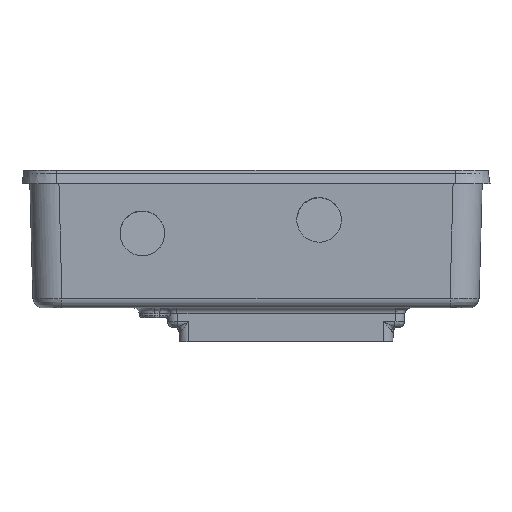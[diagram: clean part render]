
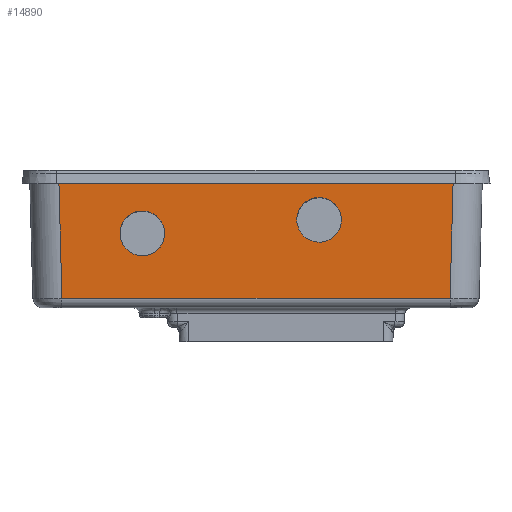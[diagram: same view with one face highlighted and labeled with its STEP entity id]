
A CAD part, left-side view. The second image highlights one B-rep face of the part: STEP entity #14890.
In plain terms, the highlighted planar face has unit normal (-1, 0, -0.026).
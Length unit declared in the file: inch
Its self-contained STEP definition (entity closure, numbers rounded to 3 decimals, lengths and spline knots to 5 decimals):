
#1116 = VERTEX_POINT ( 'NONE', #18362 ) ;
#1304 = FACE_BOUND ( 'NONE', #22137, .T. ) ;
#1355 = EDGE_LOOP ( 'NONE', ( #8684, #25771 ) ) ;
#1534 = CARTESIAN_POINT ( 'NONE',  ( -3.64697, 1.8449, 12.89096 ) ) ;
#1557 = EDGE_CURVE ( 'NONE', #16837, #4156, #21510, .T. ) ;
#1686 = EDGE_CURVE ( 'NONE', #13734, #1116, #19086, .T. ) ;
#2022 = DIRECTION ( 'NONE',  ( 0., 1., 0. ) ) ;
#2148 = CARTESIAN_POINT ( 'NONE',  ( -3.64647, 10.42728, 12.87201 ) ) ;
#2151 = CARTESIAN_POINT ( 'NONE',  ( -3.60768, 8.73589, 11.39072 ) ) ;
#2399 = CARTESIAN_POINT ( 'NONE',  ( -3.58498, 2.49724, 10.5236 ) ) ;
#2728 = CARTESIAN_POINT ( 'NONE',  ( -3.63142, 8.73589, 12.29717 ) ) ;
#3392 = CARTESIAN_POINT ( 'NONE',  ( -3.64647, 2.43574, 12.87201 ) ) ;
#4156 = VERTEX_POINT ( 'NONE', #26683 ) ;
#4169 =( BOUNDED_CURVE ( )  B_SPLINE_CURVE ( 3, ( #23891, #25933, #13532, #17701 ),
 .UNSPECIFIED., .F., .F. ) 
 B_SPLINE_CURVE_WITH_KNOTS ( ( 4, 4 ),
 ( 0., 3.14159 ),
 .UNSPECIFIED. ) 
 CURVE ( )  GEOMETRIC_REPRESENTATION_ITEM ( )  RATIONAL_B_SPLINE_CURVE ( ( 1., 0.333, 0.333, 1. ) ) 
 REPRESENTATION_ITEM ( '' )  );
#4233 = ORIENTED_EDGE ( 'NONE', *, *, #21225, .T. ) ;
#4850 = VERTEX_POINT ( 'NONE', #2728 ) ;
#4878 = FACE_BOUND ( 'NONE', #1355, .T. ) ;
#5087 = CARTESIAN_POINT ( 'NONE',  ( -3.60768, 8.73589, 11.39072 ) ) ;
#5347 =( BOUNDED_CURVE ( )  B_SPLINE_CURVE ( 3, ( #16707, #12629, #25244, #21177 ),
 .UNSPECIFIED., .F., .F. ) 
 B_SPLINE_CURVE_WITH_KNOTS ( ( 4, 4 ),
 ( 3.14159, 6.28319 ),
 .UNSPECIFIED. ) 
 CURVE ( )  GEOMETRIC_REPRESENTATION_ITEM ( )  RATIONAL_B_SPLINE_CURVE ( ( 1., 0.333, 0.333, 1. ) ) 
 REPRESENTATION_ITEM ( '' )  );
#5378 = VECTOR ( 'NONE', #13442, 39.37008 ) ;
#5942 = VERTEX_POINT ( 'NONE', #5087 ) ;
#6261 = DIRECTION ( 'NONE',  ( 0.026, -0.026, -0.999 ) ) ;
#6343 = CARTESIAN_POINT ( 'NONE',  ( -3.63142, 7.83038, 12.29717 ) ) ;
#6728 = ORIENTED_EDGE ( 'NONE', *, *, #12462, .T. ) ;
#8040 = CARTESIAN_POINT ( 'NONE',  ( -3.6149, 5.15198, 11.66614 ) ) ;
#8684 = ORIENTED_EDGE ( 'NONE', *, *, #26835, .T. ) ;
#9657 = DIRECTION ( 'NONE',  ( -1., 0., -0.026 ) ) ;
#9856 = CARTESIAN_POINT ( 'NONE',  ( -3.6149, 6.05749, 11.66614 ) ) ;
#11049 = VERTEX_POINT ( 'NONE', #2148 ) ;
#11959 = LINE ( 'NONE', #24917, #12607 ) ;
#12194 = AXIS2_PLACEMENT_3D ( 'NONE', #1534, #9657, #22383 ) ;
#12452 = CARTESIAN_POINT ( 'NONE',  ( -3.64647, 10.42728, 12.87201 ) ) ;
#12462 = EDGE_CURVE ( 'NONE', #4156, #16837, #4169, .T. ) ;
#12607 = VECTOR ( 'NONE', #23120, 39.37008 ) ;
#12629 = CARTESIAN_POINT ( 'NONE',  ( -3.60768, 9.6414, 11.39072 ) ) ;
#12784 = EDGE_CURVE ( 'NONE', #5942, #4850, #5347, .T. ) ;
#13442 = DIRECTION ( 'NONE',  ( -0.026, -0.026, 0.999 ) ) ;
#13532 = CARTESIAN_POINT ( 'NONE',  ( -3.6149, 4.24647, 11.66614 ) ) ;
#13689 = FACE_OUTER_BOUND ( 'NONE', #20138, .T. ) ;
#13734 = VERTEX_POINT ( 'NONE', #2399 ) ;
#14890 = ADVANCED_FACE ( 'NONE', ( #13689, #1304, #4878 ), #19934, .T. ) ;
#15593 = EDGE_CURVE ( 'NONE', #13734, #20702, #16091, .T. ) ;
#16091 = LINE ( 'NONE', #17695, #5378 ) ;
#16707 = CARTESIAN_POINT ( 'NONE',  ( -3.60768, 8.73589, 11.39072 ) ) ;
#16716 = VECTOR ( 'NONE', #6261, 39.37008 ) ;
#16837 = VERTEX_POINT ( 'NONE', #25577 ) ;
#17304 =( BOUNDED_CURVE ( )  B_SPLINE_CURVE ( 3, ( #26773, #6343, #20649, #2151 ),
 .UNSPECIFIED., .F., .F. ) 
 B_SPLINE_CURVE_WITH_KNOTS ( ( 4, 4 ),
 ( 0., 3.14159 ),
 .UNSPECIFIED. ) 
 CURVE ( )  GEOMETRIC_REPRESENTATION_ITEM ( )  RATIONAL_B_SPLINE_CURVE ( ( 1., 0.333, 0.333, 1. ) ) 
 REPRESENTATION_ITEM ( '' )  );
#17695 = CARTESIAN_POINT ( 'NONE',  ( -3.58498, 2.49724, 10.5236 ) ) ;
#17701 = CARTESIAN_POINT ( 'NONE',  ( -3.6149, 5.15198, 11.66614 ) ) ;
#18157 = EDGE_CURVE ( 'NONE', #11049, #1116, #22272, .T. ) ;
#18362 = CARTESIAN_POINT ( 'NONE',  ( -3.58498, 10.36578, 10.5236 ) ) ;
#18488 = CARTESIAN_POINT ( 'NONE',  ( -3.58498, 1.80553, 10.5236 ) ) ;
#19086 = LINE ( 'NONE', #18488, #23965 ) ;
#19825 = ORIENTED_EDGE ( 'NONE', *, *, #15593, .T. ) ;
#19934 = PLANE ( 'NONE',  #12194 ) ;
#20138 = EDGE_LOOP ( 'NONE', ( #20633, #19825, #4233, #20180 ) ) ;
#20180 = ORIENTED_EDGE ( 'NONE', *, *, #18157, .T. ) ;
#20633 = ORIENTED_EDGE ( 'NONE', *, *, #1686, .F. ) ;
#20649 = CARTESIAN_POINT ( 'NONE',  ( -3.60768, 7.83038, 11.39072 ) ) ;
#20702 = VERTEX_POINT ( 'NONE', #3392 ) ;
#21177 = CARTESIAN_POINT ( 'NONE',  ( -3.63142, 8.73589, 12.29717 ) ) ;
#21225 = EDGE_CURVE ( 'NONE', #20702, #11049, #11959, .T. ) ;
#21510 =( BOUNDED_CURVE ( )  B_SPLINE_CURVE ( 3, ( #8040, #9856, #22509, #26446 ),
 .UNSPECIFIED., .F., .F. ) 
 B_SPLINE_CURVE_WITH_KNOTS ( ( 4, 4 ),
 ( 3.14159, 6.28319 ),
 .UNSPECIFIED. ) 
 CURVE ( )  GEOMETRIC_REPRESENTATION_ITEM ( )  RATIONAL_B_SPLINE_CURVE ( ( 1., 0.333, 0.333, 1. ) ) 
 REPRESENTATION_ITEM ( '' )  );
#22137 = EDGE_LOOP ( 'NONE', ( #6728, #22160 ) ) ;
#22160 = ORIENTED_EDGE ( 'NONE', *, *, #1557, .T. ) ;
#22272 = LINE ( 'NONE', #12452, #16716 ) ;
#22383 = DIRECTION ( 'NONE',  ( -0.026, 0., 1. ) ) ;
#22509 = CARTESIAN_POINT ( 'NONE',  ( -3.63863, 6.05749, 12.57258 ) ) ;
#23120 = DIRECTION ( 'NONE',  ( 0., 1., 0. ) ) ;
#23891 = CARTESIAN_POINT ( 'NONE',  ( -3.63863, 5.15198, 12.57258 ) ) ;
#23965 = VECTOR ( 'NONE', #2022, 39.37008 ) ;
#24917 = CARTESIAN_POINT ( 'NONE',  ( -3.64647, 1.8449, 12.87201 ) ) ;
#25244 = CARTESIAN_POINT ( 'NONE',  ( -3.63142, 9.6414, 12.29717 ) ) ;
#25577 = CARTESIAN_POINT ( 'NONE',  ( -3.6149, 5.15198, 11.66614 ) ) ;
#25771 = ORIENTED_EDGE ( 'NONE', *, *, #12784, .T. ) ;
#25933 = CARTESIAN_POINT ( 'NONE',  ( -3.63863, 4.24647, 12.57258 ) ) ;
#26446 = CARTESIAN_POINT ( 'NONE',  ( -3.63863, 5.15198, 12.57258 ) ) ;
#26683 = CARTESIAN_POINT ( 'NONE',  ( -3.63863, 5.15198, 12.57258 ) ) ;
#26773 = CARTESIAN_POINT ( 'NONE',  ( -3.63142, 8.73589, 12.29717 ) ) ;
#26835 = EDGE_CURVE ( 'NONE', #4850, #5942, #17304, .T. ) ;
